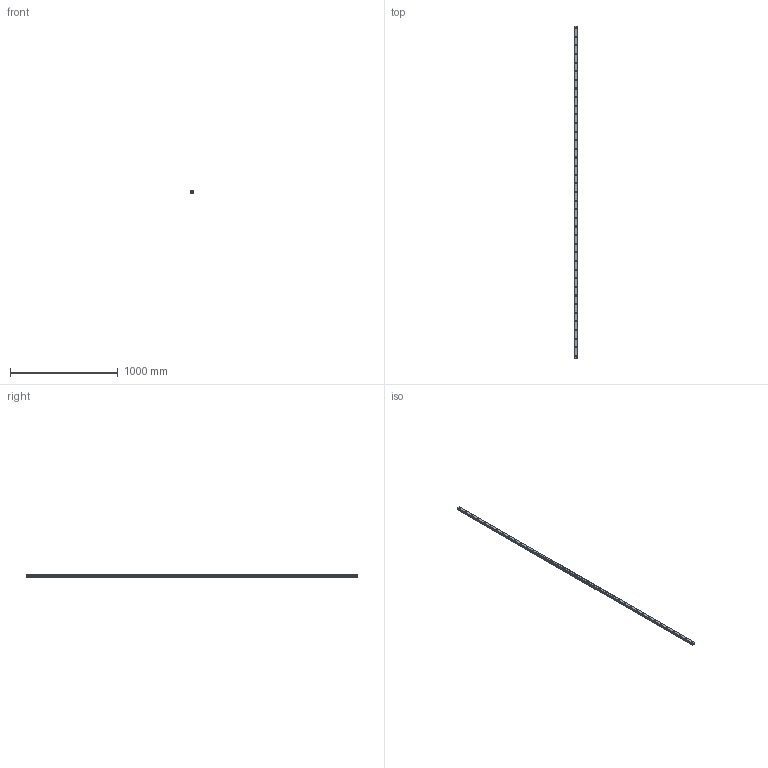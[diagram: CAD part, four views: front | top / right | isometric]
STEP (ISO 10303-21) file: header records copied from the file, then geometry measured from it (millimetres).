
FILE_DESCRIPTION(('STEP AP214'),'1');
FILE_NAME('cctmp_3A9312D4-45B4-427C-8216-4DDE890FE51B_2021_02_10_12_17_14_0412..stp','2021-02-10T11:17:14',('HIWIN GmbH'),('CADClick - www.CADClick.com'),'Spatial InterOp 3D',' ','unknown authorization');
FILE_SCHEMA(('AUTOMOTIVE_DESIGN'));
Length unit declared in the file: millimetre
Products named in the file (1): EGR30R3080C_FILE
Bounding box: 28 x 3080 x 23 mm (x, y, z)
Volume: 1721303.4 mm3; surface area: 346103.3 mm2
Topology: 1 solids, 1 shells, 454 faces, 993 edges, 662 vertices
Faces by surface type: cylinder 252, plane 202
Entity records: 16317 total; most frequent: DIRECTION 2407, CARTESIAN_POINT 2110, ORIENTED_EDGE 1986, EDGE_CURVE 993, AXIS2_PLACEMENT_3D 959, VERTEX_POINT 662, EDGE_LOOP 575, CIRCLE 504
